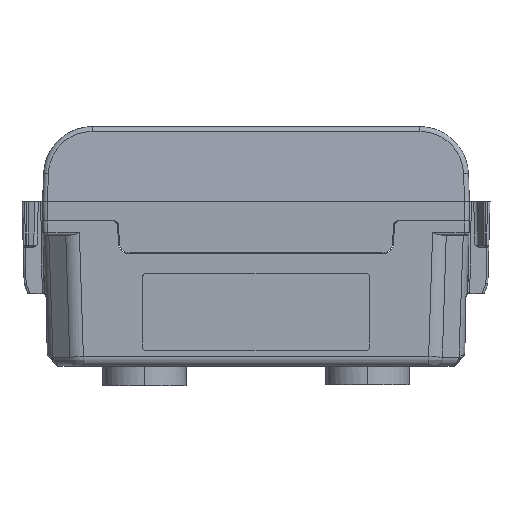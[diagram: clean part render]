
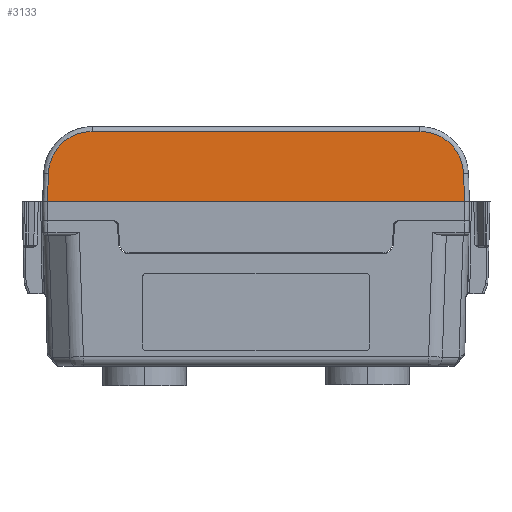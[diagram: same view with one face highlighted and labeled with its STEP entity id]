
A CAD part, left-side view. The second image highlights one B-rep face of the part: STEP entity #3133.
In plain terms, the highlighted planar face has unit normal (-0.999, 0, 0.035).
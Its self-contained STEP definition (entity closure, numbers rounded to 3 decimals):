
#3106=AXIS2_PLACEMENT_3D('Plane Axis2P3D',#3103,#3104,#3105) ;
#1250=CARTESIAN_POINT('Vertex',(-10.748,16.903,9.217)) ;
#1253=CARTESIAN_POINT('Line Origine',(-10.748,0.,9.217)) ;
#1257=CARTESIAN_POINT('Vertex',(-10.748,-16.903,9.217)) ;
#1656=CARTESIAN_POINT('Control Point',(-10.9,-21.4,4.874)) ;
#1657=CARTESIAN_POINT('Control Point',(-10.882,-21.383,5.366)) ;
#1658=CARTESIAN_POINT('Control Point',(-10.865,-21.299,5.855)) ;
#1659=CARTESIAN_POINT('Control Point',(-10.849,-21.148,6.329)) ;
#1660=CARTESIAN_POINT('Control Point',(-10.815,-20.679,7.311)) ;
#1661=CARTESIAN_POINT('Control Point',(-10.786,-19.94,8.116)) ;
#1662=CARTESIAN_POINT('Control Point',(-10.774,-19.47,8.484)) ;
#1663=CARTESIAN_POINT('Control Point',(-10.758,-18.677,8.916)) ;
#1664=CARTESIAN_POINT('Control Point',(-10.751,-17.812,9.14)) ;
#1665=CARTESIAN_POINT('Control Point',(-10.749,-17.511,9.192)) ;
#1666=CARTESIAN_POINT('Control Point',(-10.748,-17.207,9.217)) ;
#1667=CARTESIAN_POINT('Control Point',(-10.748,-16.903,9.217)) ;
#1668=CARTESIAN_POINT('Vertex',(-10.9,-21.4,4.874)) ;
#2360=CARTESIAN_POINT('Vertex',(-10.9,21.4,4.874)) ;
#2364=CARTESIAN_POINT('Control Point',(-10.748,16.903,9.217)) ;
#2365=CARTESIAN_POINT('Control Point',(-10.748,17.487,9.217)) ;
#2366=CARTESIAN_POINT('Control Point',(-10.751,18.072,9.122)) ;
#2367=CARTESIAN_POINT('Control Point',(-10.758,18.636,8.933)) ;
#2368=CARTESIAN_POINT('Control Point',(-10.777,19.683,8.376)) ;
#2369=CARTESIAN_POINT('Control Point',(-10.807,20.5,7.517)) ;
#2370=CARTESIAN_POINT('Control Point',(-10.825,20.834,7.023)) ;
#2371=CARTESIAN_POINT('Control Point',(-10.85,21.172,6.289)) ;
#2372=CARTESIAN_POINT('Control Point',(-10.878,21.34,5.508)) ;
#2373=CARTESIAN_POINT('Control Point',(-10.885,21.373,5.298)) ;
#2374=CARTESIAN_POINT('Control Point',(-10.892,21.393,5.086)) ;
#2375=CARTESIAN_POINT('Control Point',(-10.9,21.4,4.874)) ;
#3103=CARTESIAN_POINT('Axis2P3D Location',(-11.,11.,2.)) ;
#3108=CARTESIAN_POINT('Line Origine',(-11.,11.,2.)) ;
#3112=CARTESIAN_POINT('Vertex',(-11.,-21.5,2.)) ;
#3114=CARTESIAN_POINT('Vertex',(-11.,21.5,2.)) ;
#3118=CARTESIAN_POINT('Control Point',(-10.9,-21.4,4.874)) ;
#3119=CARTESIAN_POINT('Control Point',(-11.,-21.5,2.)) ;
#3122=CARTESIAN_POINT('Control Point',(-11.,21.5,2.)) ;
#3123=CARTESIAN_POINT('Control Point',(-10.9,21.4,4.874)) ;
#1254=DIRECTION('Vector Direction',(0.,1.,0.)) ;
#3104=DIRECTION('Axis2P3D Direction',(-0.999,0.,0.035)) ;
#3105=DIRECTION('Axis2P3D XDirection',(0.,1.,0.)) ;
#3109=DIRECTION('Vector Direction',(0.,1.,0.)) ;
#1255=VECTOR('Line Direction',#1254,1.) ;
#3110=VECTOR('Line Direction',#3109,1.) ;
#3126=ORIENTED_EDGE('',*,*,#3116,.F.) ;
#3127=ORIENTED_EDGE('',*,*,#3120,.F.) ;
#3128=ORIENTED_EDGE('',*,*,#1670,.F.) ;
#3129=ORIENTED_EDGE('',*,*,#1259,.F.) ;
#3130=ORIENTED_EDGE('',*,*,#2376,.F.) ;
#3131=ORIENTED_EDGE('',*,*,#3124,.F.) ;
#3133=ADVANCED_FACE('PartBody',(#3132),#3107,.T.) ;
#1655=B_SPLINE_CURVE_WITH_KNOTS('',5,(#1656,#1657,#1658,#1659,#1660,#1661,#1662,#1663,#1664,#1665,#1666,#1667),.UNSPECIFIED.,.F.,.U.,(6,3,3,6),(8.714,12.39,16.775,19.048),.UNSPECIFIED.) ;
#2363=B_SPLINE_CURVE_WITH_KNOTS('',5,(#2364,#2365,#2366,#2367,#2368,#2369,#2370,#2371,#2372,#2373,#2374,#2375),.UNSPECIFIED.,.F.,.U.,(6,3,3,6),(15.973,20.343,24.722,26.308),.UNSPECIFIED.) ;
#3117=B_SPLINE_CURVE_WITH_KNOTS('',1,(#3118,#3119),.UNSPECIFIED.,.F.,.U.,(2,2),(1.042,3.92),.UNSPECIFIED.) ;
#3121=B_SPLINE_CURVE_WITH_KNOTS('',1,(#3122,#3123),.UNSPECIFIED.,.F.,.U.,(2,2),(-3.92,-1.042),.UNSPECIFIED.) ;
#1259=EDGE_CURVE('',#1251,#1258,#1256,.F.) ;
#1670=EDGE_CURVE('',#1258,#1669,#1655,.F.) ;
#2376=EDGE_CURVE('',#2361,#1251,#2363,.F.) ;
#3116=EDGE_CURVE('',#3113,#3115,#3111,.T.) ;
#3120=EDGE_CURVE('',#1669,#3113,#3117,.T.) ;
#3124=EDGE_CURVE('',#3115,#2361,#3121,.T.) ;
#3125=EDGE_LOOP('',(#3126,#3127,#3128,#3129,#3130,#3131)) ;
#3132=FACE_OUTER_BOUND('',#3125,.T.) ;
#1256=LINE('Line',#1253,#1255) ;
#3111=LINE('Line',#3108,#3110) ;
#3107=PLANE('',#3106) ;
#1251=VERTEX_POINT('',#1250) ;
#1258=VERTEX_POINT('',#1257) ;
#1669=VERTEX_POINT('',#1668) ;
#2361=VERTEX_POINT('',#2360) ;
#3113=VERTEX_POINT('',#3112) ;
#3115=VERTEX_POINT('',#3114) ;
